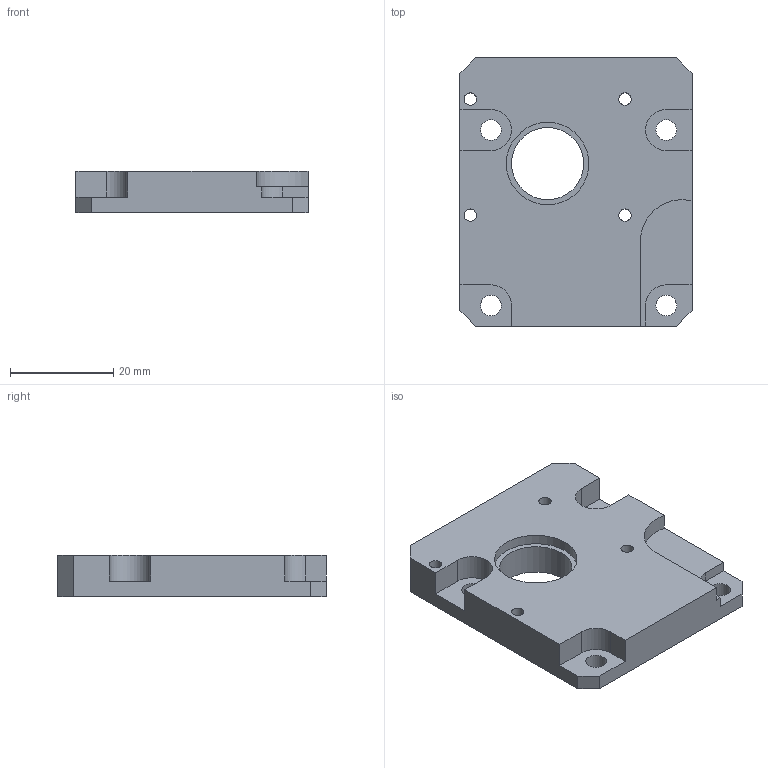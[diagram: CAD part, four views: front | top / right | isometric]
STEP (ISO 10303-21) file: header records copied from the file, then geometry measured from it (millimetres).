
FILE_DESCRIPTION(('FreeCAD Model'),'2;1');
FILE_NAME('PP-MP0298_tc_adaptor.step','2019-10-09T12:37:03',( 'Author'),(''),'Open CASCADE STEP processor 7.3','FreeCAD','Unknown' );
FILE_SCHEMA(('AUTOMOTIVE_DESIGN { 1 0 10303 214 1 1 1 1 }'));
Length unit declared in the file: millimetre
Products named in the file (1): Chamfer
Bounding box: 45 x 52 x 8 mm (x, y, z)
Volume: 15095.1 mm3; surface area: 6603.4 mm2
Topology: 1 solids, 1 shells, 40 faces, 111 edges, 74 vertices
Faces by surface type: plane 25, cylinder 15
Full cylindrical faces by diameter (mm): 2.4 x4, 4 x4, 14 x1, 16 x1
Entity records: 2762 total; most frequent: CARTESIAN_POINT 516, DIRECTION 402, LINE 235, VECTOR 235, ORIENTED_EDGE 222, PCURVE 222, DEFINITIONAL_REPRESENTATION 222, EDGE_CURVE 111
